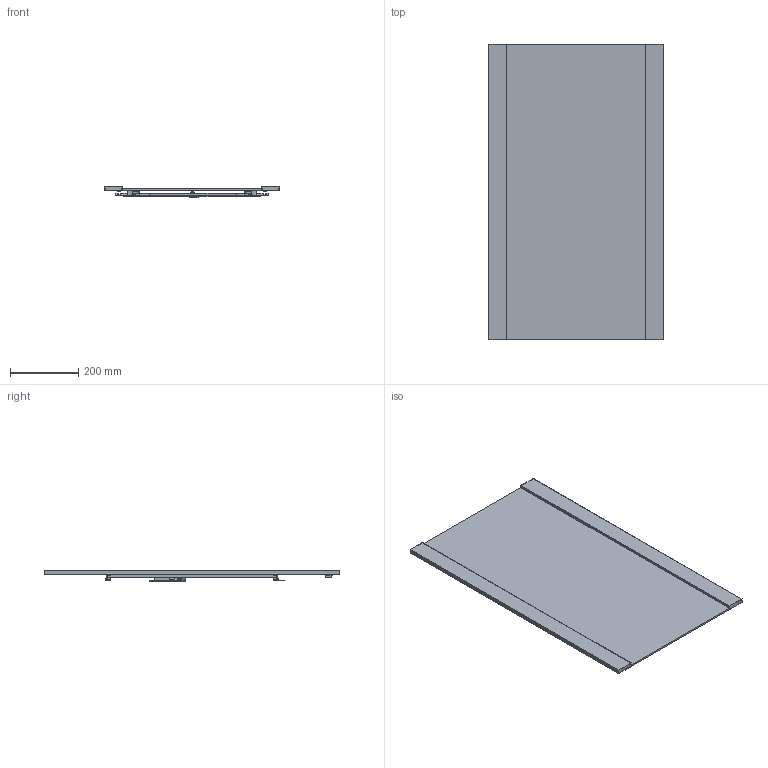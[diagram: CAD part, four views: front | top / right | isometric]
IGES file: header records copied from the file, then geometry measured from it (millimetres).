
Start section:  PTC IGES file: 4741.igs
Global section: file name: 4741.igs; native system: Creo Parametric by PTC Inc.; preprocessor: 2018400; author: jinson.thomas; organization: Unknown; date: 20210622.115825; units: inch
Bounding box: 509.12 x 863.6 x 32.59 mm (x, y, z)
Volume: 2155124.4 mm3; surface area: 1239333 mm2
Topology: 4 solids, 4 shells, 871 faces, 2426 edges, 1584 vertices
Faces by surface type: revolution 472, bspline 399
